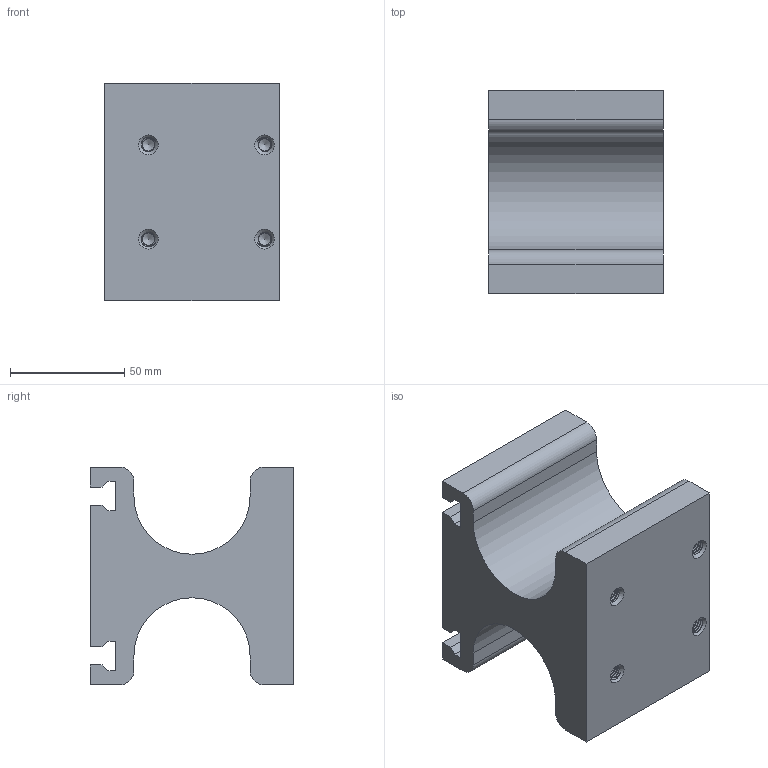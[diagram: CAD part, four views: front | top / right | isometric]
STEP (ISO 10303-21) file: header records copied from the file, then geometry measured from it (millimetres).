
FILE_DESCRIPTION(/* description */ (''),/* implementation_level */ '2;1');
FILE_NAME(/* name */ 'Guide Post Tapped v2.step',/* time_stamp */ '2024-09-13T15:01:29-04:00',/* author */ (''),/* organization */ (''),/* preprocessor_version */ 'ST-DEVELOPER v20',/* originating_system */ 'Autodesk Translation Framework v13.14.0.145',/* authorisation */ '');
FILE_SCHEMA (('AUTOMOTIVE_DESIGN { 1 0 10303 214 3 1 1 }'));
Length unit declared in the file: inch
Products named in the file (2): Guide Post Tapped; V2
Assembly tree (1 placements, depth 2):
  Guide Post Tapped
    V2
Bounding box: 76.2 x 88.9 x 95.25 mm (x, y, z)
Volume: 369454.3 mm3; surface area: 53174.7 mm2
Topology: 1 solids, 1 shells, 254 faces, 737 edges, 487 vertices
Faces by surface type: cylinder 198, plane 34, bspline 12, cone 10
Full cylindrical faces by diameter (mm): 5.116 x12, 5.461 x52, 6.35 x12, 6.836 x56
Entity records: 23485 total; most frequent: CARTESIAN_POINT 17473, ORIENTED_EDGE 1466, DIRECTION 870, EDGE_CURVE 733, VERTEX_POINT 487, B_SPLINE_CURVE_WITH_KNOTS 400, AXIS2_PLACEMENT_3D 292, LINE 286
